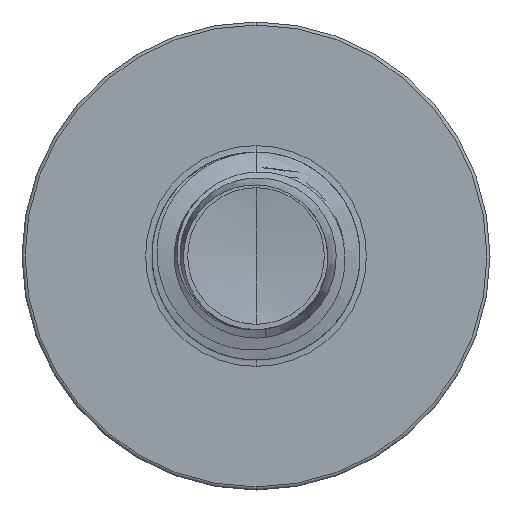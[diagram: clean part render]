
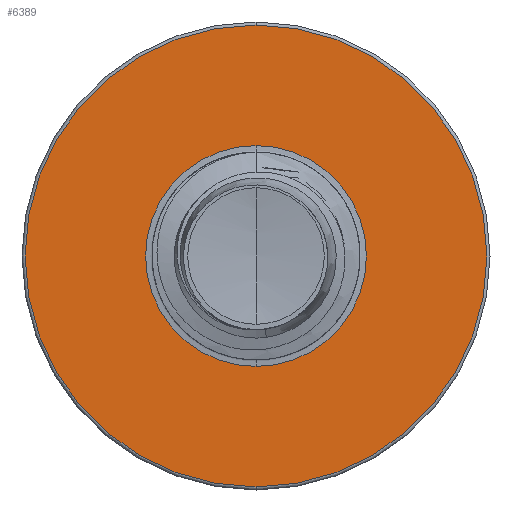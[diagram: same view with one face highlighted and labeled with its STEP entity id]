
A CAD part, front view. The second image highlights one B-rep face of the part: STEP entity #6389.
In plain terms, the highlighted planar face has unit normal (0, -1, 0).
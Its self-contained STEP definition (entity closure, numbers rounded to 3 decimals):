
#793 = AXIS2_PLACEMENT_3D ( 'NONE', #7608, #7447, #7388 ) ;
#895 = CARTESIAN_POINT ( 'NONE',  ( 0., 27.5, -3.186 ) ) ;
#946 = FACE_OUTER_BOUND ( 'NONE', #6169, .T. ) ;
#1537 = AXIS2_PLACEMENT_3D ( 'NONE', #2390, #24046, #6224 ) ;
#2390 = CARTESIAN_POINT ( 'NONE',  ( 0., 27.5, 0. ) ) ;
#3424 = DIRECTION ( 'NONE',  ( 0., 1., 0. ) ) ;
#6169 = EDGE_LOOP ( 'NONE', ( #10996, #11180 ) ) ;
#6224 = DIRECTION ( 'NONE',  ( 0., 0., 1. ) ) ;
#6389 = ADVANCED_FACE ( 'NONE', ( #946, #18960 ), #7987, .F. ) ;
#7388 = DIRECTION ( 'NONE',  ( 0., 0., 1. ) ) ;
#7447 = DIRECTION ( 'NONE',  ( 0., 1., 0. ) ) ;
#7608 = CARTESIAN_POINT ( 'NONE',  ( 0., 27.5, -3.186 ) ) ;
#7987 = PLANE ( 'NONE',  #793 ) ;
#9795 = DIRECTION ( 'NONE',  ( 0., 1., 0. ) ) ;
#10996 = ORIENTED_EDGE ( 'NONE', *, *, #22720, .F. ) ;
#11180 = ORIENTED_EDGE ( 'NONE', *, *, #22901, .F. ) ;
#11283 = CARTESIAN_POINT ( 'NONE',  ( 0., 27.5, 3.186 ) ) ;
#11585 = ORIENTED_EDGE ( 'NONE', *, *, #24517, .T. ) ;
#11618 = VERTEX_POINT ( 'NONE', #895 ) ;
#11748 = ORIENTED_EDGE ( 'NONE', *, *, #24320, .T. ) ;
#13793 = EDGE_LOOP ( 'NONE', ( #11585, #11748 ) ) ;
#14197 = DIRECTION ( 'NONE',  ( 0., 1., 0. ) ) ;
#15770 = CIRCLE ( 'NONE', #33706, 6.66 ) ;
#18867 = CIRCLE ( 'NONE', #1537, 3.186 ) ;
#18960 = FACE_BOUND ( 'NONE', #13793, .T. ) ;
#19707 = VERTEX_POINT ( 'NONE', #11283 ) ;
#19711 = CIRCLE ( 'NONE', #28375, 3.186 ) ;
#19808 = CARTESIAN_POINT ( 'NONE',  ( 0., 27.5, -6.66 ) ) ;
#22267 = CARTESIAN_POINT ( 'NONE',  ( 0., 27.5, 0. ) ) ;
#22720 = EDGE_CURVE ( 'NONE', #27545, #22925, #29347, .T. ) ;
#22901 = EDGE_CURVE ( 'NONE', #22925, #27545, #15770, .T. ) ;
#22925 = VERTEX_POINT ( 'NONE', #19808 ) ;
#23600 = AXIS2_PLACEMENT_3D ( 'NONE', #22267, #3424, #24715 ) ;
#24046 = DIRECTION ( 'NONE',  ( 0., 1., 0. ) ) ;
#24320 = EDGE_CURVE ( 'NONE', #11618, #19707, #19711, .T. ) ;
#24517 = EDGE_CURVE ( 'NONE', #19707, #11618, #18867, .T. ) ;
#24715 = DIRECTION ( 'NONE',  ( 0., 0., 1. ) ) ;
#26430 = CARTESIAN_POINT ( 'NONE',  ( 0., 27.5, 0. ) ) ;
#27545 = VERTEX_POINT ( 'NONE', #35595 ) ;
#28375 = AXIS2_PLACEMENT_3D ( 'NONE', #26430, #9795, #28920 ) ;
#28920 = DIRECTION ( 'NONE',  ( 0., 0., 1. ) ) ;
#29347 = CIRCLE ( 'NONE', #23600, 6.66 ) ;
#29721 = CARTESIAN_POINT ( 'NONE',  ( 0., 27.5, 0. ) ) ;
#32261 = DIRECTION ( 'NONE',  ( 0., 0., 1. ) ) ;
#33706 = AXIS2_PLACEMENT_3D ( 'NONE', #29721, #14197, #32261 ) ;
#35595 = CARTESIAN_POINT ( 'NONE',  ( 0., 27.5, 6.66 ) ) ;
